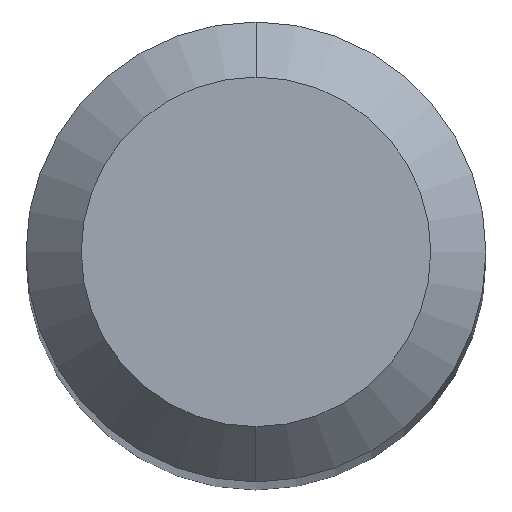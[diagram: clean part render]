
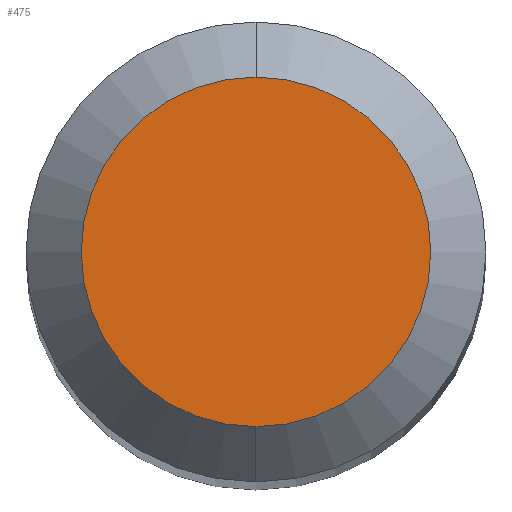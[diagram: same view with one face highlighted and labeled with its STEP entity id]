
A CAD part, top view. The second image highlights one B-rep face of the part: STEP entity #475.
In plain terms, the highlighted planar face has unit normal (0, 0, 1).
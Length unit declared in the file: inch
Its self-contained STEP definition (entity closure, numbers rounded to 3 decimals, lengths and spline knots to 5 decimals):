
#20 = CARTESIAN_POINT ( 'NONE',  ( 0., 0.0475, 0. ) ) ;
#26 = VERTEX_POINT ( 'NONE', #223 ) ;
#33 = AXIS2_PLACEMENT_3D ( 'NONE', #327, #502, #381 ) ;
#39 = EDGE_CURVE ( 'NONE', #406, #26, #71, .T. ) ;
#71 = CIRCLE ( 'NONE', #33, 0.0475 ) ;
#86 = EDGE_LOOP ( 'NONE', ( #215, #201 ) ) ;
#102 = CARTESIAN_POINT ( 'NONE',  ( 0., 0.0475, 0. ) ) ;
#118 = PLANE ( 'NONE',  #133 ) ;
#125 = FACE_OUTER_BOUND ( 'NONE', #86, .T. ) ;
#133 = AXIS2_PLACEMENT_3D ( 'NONE', #20, #446, #282 ) ;
#187 = EDGE_CURVE ( 'NONE', #26, #406, #218, .T. ) ;
#200 = CARTESIAN_POINT ( 'NONE',  ( 0., 0., 0. ) ) ;
#201 = ORIENTED_EDGE ( 'NONE', *, *, #187, .T. ) ;
#211 = AXIS2_PLACEMENT_3D ( 'NONE', #200, #485, #344 ) ;
#215 = ORIENTED_EDGE ( 'NONE', *, *, #39, .T. ) ;
#218 = CIRCLE ( 'NONE', #211, 0.0475 ) ;
#223 = CARTESIAN_POINT ( 'NONE',  ( 0., -0.0475, 0. ) ) ;
#282 = DIRECTION ( 'NONE',  ( 0., 1., 0. ) ) ;
#327 = CARTESIAN_POINT ( 'NONE',  ( 0., 0., 0. ) ) ;
#344 = DIRECTION ( 'NONE',  ( 0., -1., 0. ) ) ;
#381 = DIRECTION ( 'NONE',  ( 0., -1., 0. ) ) ;
#406 = VERTEX_POINT ( 'NONE', #102 ) ;
#446 = DIRECTION ( 'NONE',  ( 0., 0., -1. ) ) ;
#475 = ADVANCED_FACE ( 'NONE', ( #125 ), #118, .F. ) ;
#485 = DIRECTION ( 'NONE',  ( 0., 0., 1. ) ) ;
#502 = DIRECTION ( 'NONE',  ( 0., 0., 1. ) ) ;
